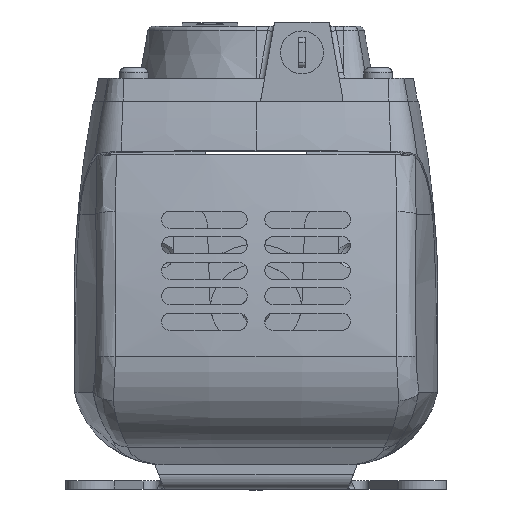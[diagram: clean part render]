
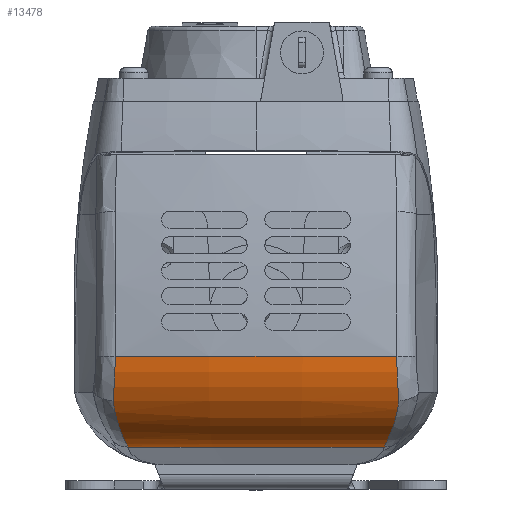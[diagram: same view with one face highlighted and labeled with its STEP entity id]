
A CAD part, top view. The second image highlights one B-rep face of the part: STEP entity #13478.
In plain terms, the highlighted toroidal (fillet/blend) face has major radius 279.4 mm and minor radius 25.4 mm.
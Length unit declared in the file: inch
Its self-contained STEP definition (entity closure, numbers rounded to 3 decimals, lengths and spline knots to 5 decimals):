
#96 = CARTESIAN_POINT ( 'NONE',  ( 1.4319, 0.26677, 1.62045 ) ) ;
#274 = CARTESIAN_POINT ( 'NONE',  ( 1.48129, 0.38243, 1.8111 ) ) ;
#506 = CARTESIAN_POINT ( 'NONE',  ( -1.43955, 0.28311, 1.65426 ) ) ;
#669 = CARTESIAN_POINT ( 'NONE',  ( -1.39716, 0.19108, 1.3686 ) ) ;
#1278 = TOROIDAL_SURFACE ( 'NONE', #31467, 11., 1. ) ;
#1325 = CARTESIAN_POINT ( 'NONE',  ( 1.55726, 0.6965, 2.07348 ) ) ;
#1686 = CARTESIAN_POINT ( 'NONE',  ( -1.54547, 0.84919, 2.14466 ) ) ;
#1869 = CARTESIAN_POINT ( 'NONE',  ( -1.55726, 0.6965, 2.07348 ) ) ;
#2573 = DIRECTION ( 'NONE',  ( 0., 0., 1. ) ) ;
#2719 = VERTEX_POINT ( 'NONE', #21455 ) ;
#2939 = CARTESIAN_POINT ( 'NONE',  ( -1.48983, 0.40585, 1.83987 ) ) ;
#3037 = CARTESIAN_POINT ( 'NONE',  ( 1.54886, 0.62924, 2.03724 ) ) ;
#3243 = DIRECTION ( 'NONE',  ( 0., 1., 0. ) ) ;
#3244 = DIRECTION ( 'NONE',  ( 0., 0., 1. ) ) ;
#3432 = CARTESIAN_POINT ( 'NONE',  ( -1.54886, 0.62924, 2.03724 ) ) ;
#3604 = CARTESIAN_POINT ( 'NONE',  ( -1.44355, 0.29179, 1.67094 ) ) ;
#4030 = DIRECTION ( 'NONE',  ( 0., 1., 0. ) ) ;
#5076 = VERTEX_POINT ( 'NONE', #6224 ) ;
#5312 = AXIS2_PLACEMENT_3D ( 'NONE', #13430, #26457, #3244 ) ;
#5449 = CARTESIAN_POINT ( 'NONE',  ( 1.55726, 0.6965, 2.07348 ) ) ;
#5515 = CARTESIAN_POINT ( 'NONE',  ( -1.46426, 0.33904, 1.75108 ) ) ;
#5838 = FACE_OUTER_BOUND ( 'NONE', #12631, .T. ) ;
#6224 = CARTESIAN_POINT ( 'NONE',  ( -1.39716, 0.19108, 1.3686 ) ) ;
#7286 = CARTESIAN_POINT ( 'NONE',  ( 1.53426, 1.09397, 2.20151 ) ) ;
#7840 = CARTESIAN_POINT ( 'NONE',  ( 1.39716, 0.19108, 1.3686 ) ) ;
#8357 = CARTESIAN_POINT ( 'NONE',  ( 1.50228, 0.44369, 1.88122 ) ) ;
#8612 = CARTESIAN_POINT ( 'NONE',  ( -1.51812, 0.4973, 1.93346 ) ) ;
#8960 = ORIENTED_EDGE ( 'NONE', *, *, #17174, .T. ) ;
#9542 = DIRECTION ( 'NONE',  ( 0., 0., 1. ) ) ;
#9699 = CIRCLE ( 'NONE', #5312, 12. ) ;
#10055 = CARTESIAN_POINT ( 'NONE',  ( 1.54304, 0.88946, 2.15818 ) ) ;
#10131 = CARTESIAN_POINT ( 'NONE',  ( -1.54304, 0.88946, 2.15818 ) ) ;
#10865 = CARTESIAN_POINT ( 'NONE',  ( -1.55726, 0.6965, 2.07348 ) ) ;
#12068 = CARTESIAN_POINT ( 'NONE',  ( 1.39716, 0.19108, 1.3686 ) ) ;
#12631 = EDGE_LOOP ( 'NONE', ( #29903, #14233, #8960, #22342, #12755, #22166 ) ) ;
#12755 = ORIENTED_EDGE ( 'NONE', *, *, #30816, .T. ) ;
#12765 = EDGE_CURVE ( 'NONE', #23170, #24098, #14666, .T. ) ;
#13213 = CARTESIAN_POINT ( 'NONE',  ( 1.43955, 0.28311, 1.65426 ) ) ;
#13430 = CARTESIAN_POINT ( 'NONE',  ( 0., 1.17877, -9.7 ) ) ;
#13457 = CARTESIAN_POINT ( 'NONE',  ( -1.53653, 0.56765, 1.99463 ) ) ;
#13478 = ADVANCED_FACE ( 'NONE', ( #5838 ), #1278, .T. ) ;
#13620 = CARTESIAN_POINT ( 'NONE',  ( -1.50228, 0.44369, 1.88122 ) ) ;
#14233 = ORIENTED_EDGE ( 'NONE', *, *, #25358, .T. ) ;
#14666 = B_SPLINE_CURVE_WITH_KNOTS ( 'NONE', 3,
 ( #7840, #18181, #28823, #26246, #96, #13213, #21108, #31555, #18533, #274, #31903, #8357, #23326, #28487, #25895, #29002, #3037, #5449 ),
 .UNSPECIFIED., .F., .F.,
 ( 4, 2, 2, 2, 2, 2, 2, 2, 4 ),
 ( 0., 0.00577, 0.00722, 0.00866, 0.01155, 0.01443, 0.01588, 0.01732, 0.0231 ),
 .UNSPECIFIED. ) ;
#15609 = EDGE_CURVE ( 'NONE', #2719, #26994, #9699, .T. ) ;
#16520 = CARTESIAN_POINT ( 'NONE',  ( -1.50638, 0.45678, 1.89472 ) ) ;
#16857 = CARTESIAN_POINT ( 'NONE',  ( -1.53321, 1.17877, 2.20165 ) ) ;
#16996 = CARTESIAN_POINT ( 'NONE',  ( 1.54547, 0.84919, 2.14466 ) ) ;
#17174 = EDGE_CURVE ( 'NONE', #5076, #23170, #33118, .T. ) ;
#17188 = CARTESIAN_POINT ( 'NONE',  ( -1.55726, 0.6965, 2.07348 ) ) ;
#17330 = CARTESIAN_POINT ( 'NONE',  ( 1.53321, 1.17877, 2.20165 ) ) ;
#17877 = CARTESIAN_POINT ( 'NONE',  ( -1.53426, 1.09397, 2.20151 ) ) ;
#17975 = CARTESIAN_POINT ( 'NONE',  ( 1.55093, 0.77115, 2.11274 ) ) ;
#18181 = CARTESIAN_POINT ( 'NONE',  ( 1.40083, 0.20309, 1.44456 ) ) ;
#18533 = CARTESIAN_POINT ( 'NONE',  ( 1.46426, 0.33904, 1.75108 ) ) ;
#18946 = CARTESIAN_POINT ( 'NONE',  ( -1.48129, 0.38243, 1.8111 ) ) ;
#19109 = CARTESIAN_POINT ( 'NONE',  ( -1.51429, 0.48357, 1.92082 ) ) ;
#20115 = B_SPLINE_CURVE_WITH_KNOTS ( 'NONE', 3,
 ( #16857, #17877, #22672, #10131, #1686, #23017, #33147, #1869 ),
 .UNSPECIFIED., .F., .F.,
 ( 4, 2, 2, 4 ),
 ( 0., 0.00637, 0.00956, 0.01274 ),
 .UNSPECIFIED. ) ;
#20180 = B_SPLINE_CURVE_WITH_KNOTS ( 'NONE', 3,
 ( #1325, #28605, #17975, #16996, #10055, #28096, #7286, #20564 ),
 .UNSPECIFIED., .F., .F.,
 ( 4, 2, 2, 4 ),
 ( 0., 0.00322, 0.00643, 0.01287 ),
 .UNSPECIFIED. ) ;
#20564 = CARTESIAN_POINT ( 'NONE',  ( 1.53321, 1.17877, 2.20165 ) ) ;
#21108 = CARTESIAN_POINT ( 'NONE',  ( 1.44355, 0.29179, 1.67094 ) ) ;
#21356 = CARTESIAN_POINT ( 'NONE',  ( -1.4319, 0.26677, 1.62045 ) ) ;
#21455 = CARTESIAN_POINT ( 'NONE',  ( -1.53321, 1.17877, 2.20165 ) ) ;
#22166 = ORIENTED_EDGE ( 'NONE', *, *, #15609, .F. ) ;
#22342 = ORIENTED_EDGE ( 'NONE', *, *, #12765, .T. ) ;
#22672 = CARTESIAN_POINT ( 'NONE',  ( -1.5369, 1.01107, 2.19047 ) ) ;
#22696 = AXIS2_PLACEMENT_3D ( 'NONE', #30156, #4030, #9542 ) ;
#23017 = CARTESIAN_POINT ( 'NONE',  ( -1.55093, 0.77115, 2.11274 ) ) ;
#23170 = VERTEX_POINT ( 'NONE', #12068 ) ;
#23326 = CARTESIAN_POINT ( 'NONE',  ( 1.50638, 0.45678, 1.89472 ) ) ;
#24079 = CARTESIAN_POINT ( 'NONE',  ( -1.41108, 0.22348, 1.51687 ) ) ;
#24098 = VERTEX_POINT ( 'NONE', #25279 ) ;
#24243 = CARTESIAN_POINT ( 'NONE',  ( -1.42825, 0.25913, 1.60335 ) ) ;
#25279 = CARTESIAN_POINT ( 'NONE',  ( 1.55726, 0.6965, 2.07348 ) ) ;
#25358 = EDGE_CURVE ( 'NONE', #27508, #5076, #28585, .T. ) ;
#25895 = CARTESIAN_POINT ( 'NONE',  ( 1.51812, 0.4973, 1.93346 ) ) ;
#26246 = CARTESIAN_POINT ( 'NONE',  ( 1.42825, 0.25913, 1.60335 ) ) ;
#26457 = DIRECTION ( 'NONE',  ( 0., 1., 0. ) ) ;
#26791 = CARTESIAN_POINT ( 'NONE',  ( 0., 1.17877, -9.7 ) ) ;
#26994 = VERTEX_POINT ( 'NONE', #17330 ) ;
#27508 = VERTEX_POINT ( 'NONE', #17188 ) ;
#28096 = CARTESIAN_POINT ( 'NONE',  ( 1.5369, 1.01107, 2.19047 ) ) ;
#28487 = CARTESIAN_POINT ( 'NONE',  ( 1.51429, 0.48357, 1.92082 ) ) ;
#28585 = B_SPLINE_CURVE_WITH_KNOTS ( 'NONE', 3,
 ( #10865, #3432, #13457, #8612, #19109, #16520, #13620, #2939, #18946, #5515, #31628, #3604, #506, #21356, #24243, #24079, #29068, #669 ),
 .UNSPECIFIED., .F., .F.,
 ( 4, 2, 2, 2, 2, 2, 2, 2, 4 ),
 ( 0., 0.00578, 0.00722, 0.00867, 0.01156, 0.01445, 0.01589, 0.01733, 0.02311 ),
 .UNSPECIFIED. ) ;
#28605 = CARTESIAN_POINT ( 'NONE',  ( 1.55396, 0.73326, 2.09433 ) ) ;
#28823 = CARTESIAN_POINT ( 'NONE',  ( 1.41108, 0.22348, 1.51687 ) ) ;
#29002 = CARTESIAN_POINT ( 'NONE',  ( 1.53653, 0.56765, 1.99463 ) ) ;
#29068 = CARTESIAN_POINT ( 'NONE',  ( -1.40083, 0.20309, 1.44456 ) ) ;
#29903 = ORIENTED_EDGE ( 'NONE', *, *, #32496, .T. ) ;
#30156 = CARTESIAN_POINT ( 'NONE',  ( 0., 0.19108, -9.7 ) ) ;
#30816 = EDGE_CURVE ( 'NONE', #24098, #26994, #20180, .T. ) ;
#31467 = AXIS2_PLACEMENT_3D ( 'NONE', #26791, #3243, #2573 ) ;
#31555 = CARTESIAN_POINT ( 'NONE',  ( 1.45576, 0.31909, 1.71983 ) ) ;
#31628 = CARTESIAN_POINT ( 'NONE',  ( -1.45576, 0.31909, 1.71983 ) ) ;
#31903 = CARTESIAN_POINT ( 'NONE',  ( 1.48983, 0.40585, 1.83987 ) ) ;
#32496 = EDGE_CURVE ( 'NONE', #2719, #27508, #20115, .T. ) ;
#33118 = CIRCLE ( 'NONE', #22696, 11.15643 ) ;
#33147 = CARTESIAN_POINT ( 'NONE',  ( -1.55396, 0.73326, 2.09433 ) ) ;
